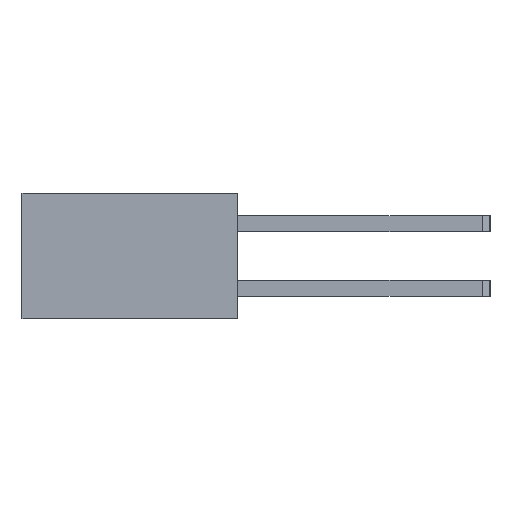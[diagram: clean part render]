
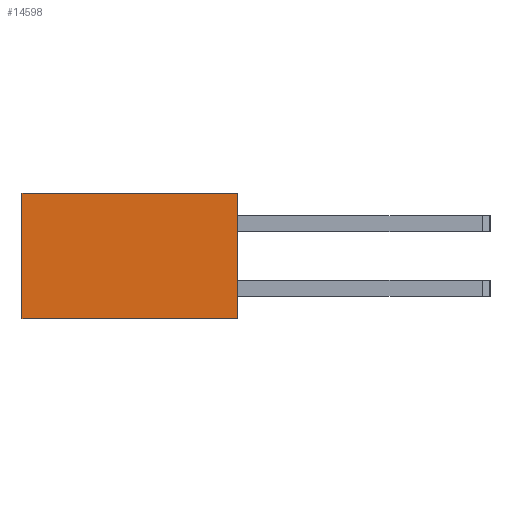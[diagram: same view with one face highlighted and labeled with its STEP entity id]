
A CAD part, left-side view. The second image highlights one B-rep face of the part: STEP entity #14598.
In plain terms, the highlighted planar face has unit normal (-1, 0, 0).
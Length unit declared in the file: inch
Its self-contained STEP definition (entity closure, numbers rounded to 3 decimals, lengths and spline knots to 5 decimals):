
#3323=ORIENTED_EDGE('',*,*,#5972,.T.);
#3324=ORIENTED_EDGE('',*,*,#5243,.F.);
#3325=ORIENTED_EDGE('',*,*,#6025,.F.);
#3326=ORIENTED_EDGE('',*,*,#5235,.T.);
#5235=EDGE_CURVE('',#6896,#6895,#8595,.T.);
#5243=EDGE_CURVE('',#6903,#6904,#8603,.T.);
#5972=EDGE_CURVE('',#6895,#6904,#9332,.T.);
#6025=EDGE_CURVE('',#6896,#6903,#9385,.T.);
#6895=VERTEX_POINT('',#21314);
#6896=VERTEX_POINT('',#21316);
#6903=VERTEX_POINT('',#21331);
#6904=VERTEX_POINT('',#21333);
#8595=LINE('',#21315,#10611);
#8603=LINE('',#21332,#10619);
#9332=LINE('',#22789,#11348);
#9385=LINE('',#22869,#11401);
#10611=VECTOR('',#17433,39.37008);
#10619=VECTOR('',#17443,39.37008);
#11348=VECTOR('',#18590,39.37008);
#11401=VECTOR('',#18697,39.37008);
#12154=EDGE_LOOP('',(#3323,#3324,#3325,#3326));
#13038=FACE_BOUND('',#12154,.T.);
#13870=PLANE('',#15353);
#14598=ADVANCED_FACE('',(#13038),#13870,.F.);
#15353=AXIS2_PLACEMENT_3D('',#22868,#18695,#18696);
#17433=DIRECTION('',(0.,-1.,0.));
#17443=DIRECTION('',(0.,-1.,0.));
#18590=DIRECTION('',(0.,0.,1.));
#18695=DIRECTION('',(1.,0.,0.));
#18696=DIRECTION('',(0.,0.,-1.));
#18697=DIRECTION('',(0.,0.,1.));
#21314=CARTESIAN_POINT('',(-1.31,0.,-0.0975));
#21315=CARTESIAN_POINT('',(-1.31,0.335,-0.0975));
#21316=CARTESIAN_POINT('',(-1.31,0.335,-0.0975));
#21331=CARTESIAN_POINT('',(-1.31,0.335,0.0975));
#21332=CARTESIAN_POINT('',(-1.31,0.335,0.0975));
#21333=CARTESIAN_POINT('',(-1.31,0.,0.0975));
#22789=CARTESIAN_POINT('',(-1.31,0.,-0.0975));
#22868=CARTESIAN_POINT('',(-1.31,0.335,-0.0975));
#22869=CARTESIAN_POINT('',(-1.31,0.335,-0.0975));
